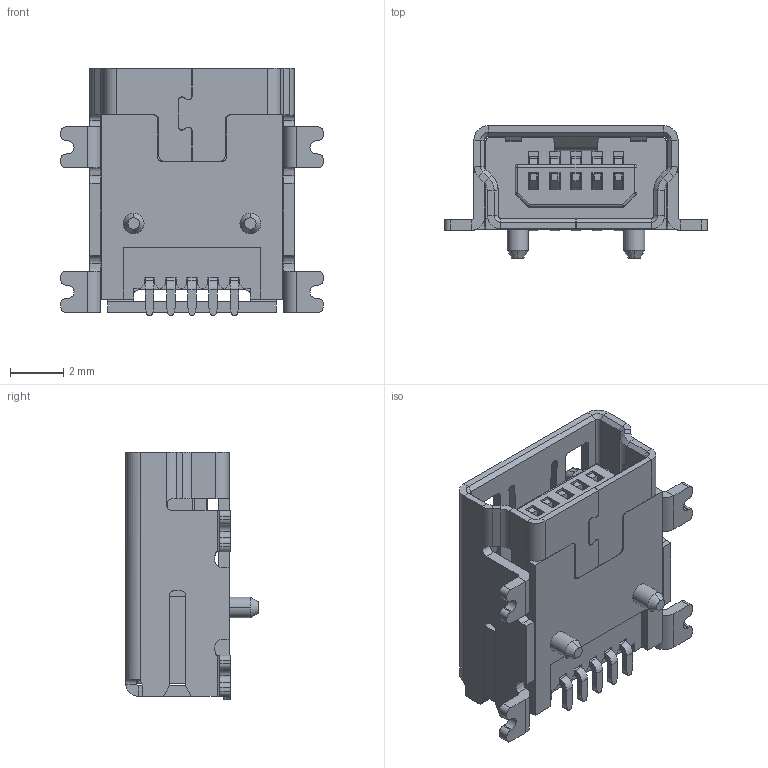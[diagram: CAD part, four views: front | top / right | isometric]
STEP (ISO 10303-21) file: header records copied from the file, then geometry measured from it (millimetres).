
FILE_DESCRIPTION (( 'STEP AP214' ), '1' );
FILE_NAME ('10033526-N3212LF.STEP', '2022-06-25T11:50:18', ( '' ), ( '' ), 'SwSTEP 2.0', 'SolidWorks 2017', '' );
FILE_SCHEMA (( 'AUTOMOTIVE_DESIGN' ));
Length unit declared in the file: millimetre
Products named in the file (1): 10033526-N3212LF
Bounding box: 9.9 x 5 x 9.32 mm (x, y, z)
Volume: 156.8 mm3; surface area: 677 mm2
Topology: 13 solids, 13 shells, 770 faces, 1931 edges, 1174 vertices
Faces by surface type: plane 540, cylinder 208, cone 12, sphere 6, bspline 4
Entity records: 22873 total; most frequent: CARTESIAN_POINT 4298, ORIENTED_EDGE 3854, DIRECTION 3785, EDGE_CURVE 1927, LINE 1467, VECTOR 1467, VERTEX_POINT 1174, AXIS2_PLACEMENT_3D 1159
